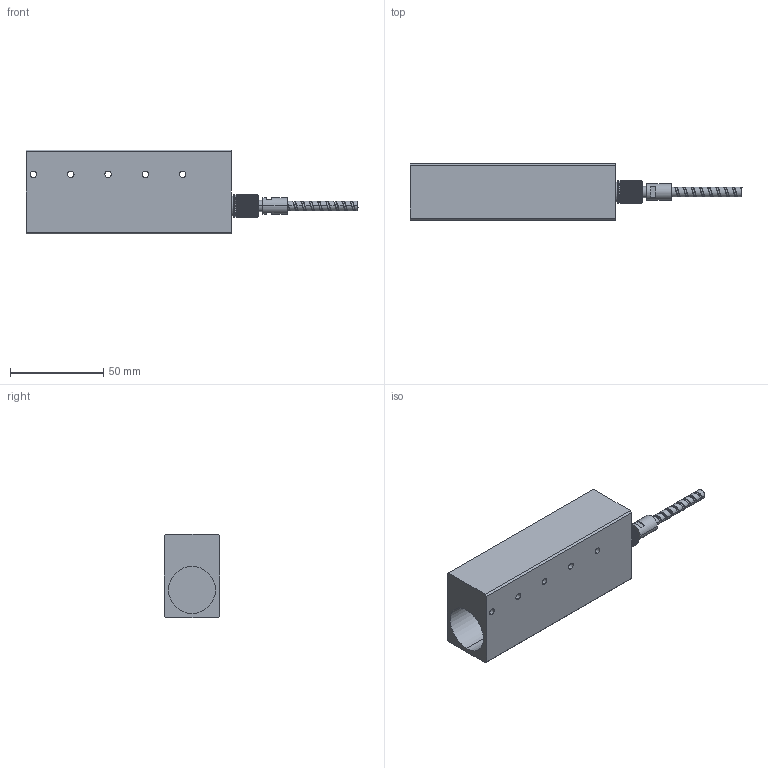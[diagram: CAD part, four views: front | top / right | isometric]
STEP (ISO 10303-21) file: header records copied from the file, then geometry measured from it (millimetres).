
FILE_DESCRIPTION(/* description */ ('VariCAD 2016-1.06 AP-214'),/* implementation_level */ '2;1');
FILE_NAME(/* name */ 'FTHX-H.stp',/* time_stamp */ '2016-08-06T12:24:20+09:00',/* author */ (''),/* organization */ (''),/* preprocessor_version */ 'ST-DEVELOPER v14',/* originating_system */ 'VariCAD 2016-1.06; kernel version (20130303)',/* authorisation */ '');
FILE_SCHEMA (('AUTOMOTIVE_DESIGN'));
Length unit declared in the file: millimetre
Products named in the file (3): FTHX-H
Assembly tree (2 placements, depth 2):
  FTHX-H
    (unnamed)
    (unnamed)
Bounding box: 178 x 30 x 45 mm (x, y, z)
Volume: 114030.9 mm3; surface area: 29285.8 mm2
Topology: 2 solids, 2 shells, 364 faces, 1050 edges, 700 vertices
Faces by surface type: plane 314, cylinder 45, bspline 3, cone 2
Entity records: 19325 total; most frequent: CARTESIAN_POINT 9872, ORIENTED_EDGE 2100, DIRECTION 1802, EDGE_CURVE 1050, VERTEX_POINT 700, AXIS2_PLACEMENT_3D 622, LINE 558, VECTOR 558
